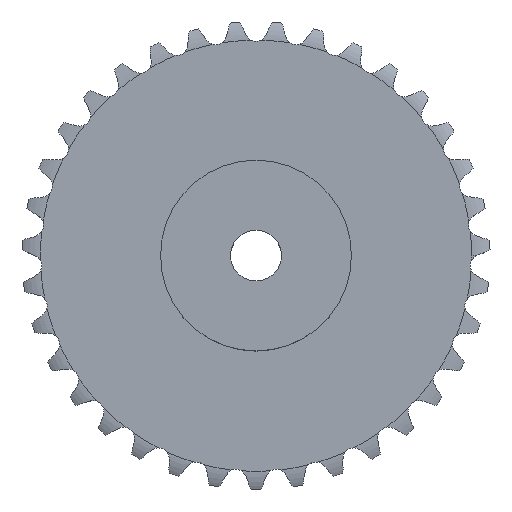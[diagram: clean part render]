
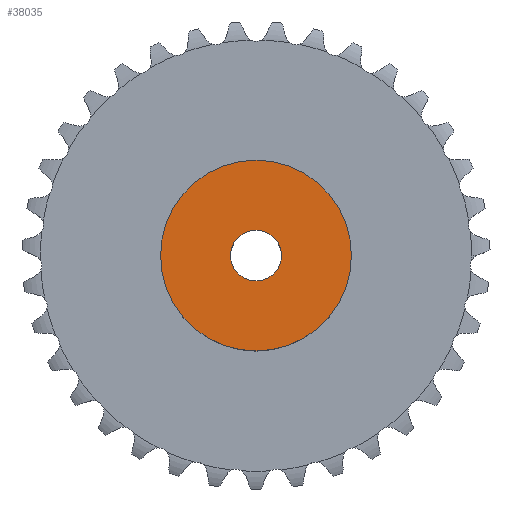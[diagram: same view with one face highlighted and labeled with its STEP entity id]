
A CAD part, top view. The second image highlights one B-rep face of the part: STEP entity #38035.
In plain terms, the highlighted planar face has unit normal (0, 0, 1).
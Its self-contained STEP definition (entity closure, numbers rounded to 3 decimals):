
#4407 = CYLINDRICAL_SURFACE('',#4408,15.);
#4408 = AXIS2_PLACEMENT_3D('',#4409,#4410,#4411);
#4409 = CARTESIAN_POINT('',(0.,0.,0.));
#4410 = DIRECTION('',(-0.,-0.,-1.));
#4411 = DIRECTION('',(1.,0.,0.));
#24154 = VERTEX_POINT('',#24155);
#24155 = CARTESIAN_POINT('',(15.,0.,16.));
#24176 = EDGE_CURVE('',#24154,#24154,#24177,.T.);
#24177 = SURFACE_CURVE('',#24178,(#24183,#24190),.PCURVE_S1.);
#24178 = CIRCLE('',#24179,15.);
#24179 = AXIS2_PLACEMENT_3D('',#24180,#24181,#24182);
#24180 = CARTESIAN_POINT('',(0.,0.,16.));
#24181 = DIRECTION('',(0.,0.,1.));
#24182 = DIRECTION('',(1.,0.,0.));
#24183 = PCURVE('',#4407,#24184);
#24184 = DEFINITIONAL_REPRESENTATION('',(#24185),#24189);
#24185 = LINE('',#24186,#24187);
#24186 = CARTESIAN_POINT('',(-0.,-16.));
#24187 = VECTOR('',#24188,1.);
#24188 = DIRECTION('',(-1.,0.));
#24189 = ( GEOMETRIC_REPRESENTATION_CONTEXT(2) 
PARAMETRIC_REPRESENTATION_CONTEXT() REPRESENTATION_CONTEXT('2D SPACE',''
  ) );
#24190 = PCURVE('',#24191,#24196);
#24191 = PLANE('',#24192);
#24192 = AXIS2_PLACEMENT_3D('',#24193,#24194,#24195);
#24193 = CARTESIAN_POINT('',(0.,0.,16.)
  );
#24194 = DIRECTION('',(0.,0.,1.));
#24195 = DIRECTION('',(1.,0.,0.));
#24196 = DEFINITIONAL_REPRESENTATION('',(#24197),#24201);
#24197 = CIRCLE('',#24198,15.);
#24198 = AXIS2_PLACEMENT_2D('',#24199,#24200);
#24199 = CARTESIAN_POINT('',(0.,0.));
#24200 = DIRECTION('',(1.,0.));
#24201 = ( GEOMETRIC_REPRESENTATION_CONTEXT(2) 
PARAMETRIC_REPRESENTATION_CONTEXT() REPRESENTATION_CONTEXT('2D SPACE',''
  ) );
#32276 = CYLINDRICAL_SURFACE('',#32277,4.);
#32277 = AXIS2_PLACEMENT_3D('',#32278,#32279,#32280);
#32278 = CARTESIAN_POINT('',(0.,0.,111.207));
#32279 = DIRECTION('',(0.,0.,1.));
#32280 = DIRECTION('',(1.,0.,0.));
#38035 = ADVANCED_FACE('',(#38036,#38039),#24191,.T.);
#38036 = FACE_BOUND('',#38037,.T.);
#38037 = EDGE_LOOP('',(#38038));
#38038 = ORIENTED_EDGE('',*,*,#24176,.T.);
#38039 = FACE_BOUND('',#38040,.T.);
#38040 = EDGE_LOOP('',(#38041));
#38041 = ORIENTED_EDGE('',*,*,#38042,.F.);
#38042 = EDGE_CURVE('',#38043,#38043,#38045,.T.);
#38043 = VERTEX_POINT('',#38044);
#38044 = CARTESIAN_POINT('',(4.,0.,16.));
#38045 = SURFACE_CURVE('',#38046,(#38051,#38058),.PCURVE_S1.);
#38046 = CIRCLE('',#38047,4.);
#38047 = AXIS2_PLACEMENT_3D('',#38048,#38049,#38050);
#38048 = CARTESIAN_POINT('',(0.,0.,16.));
#38049 = DIRECTION('',(0.,0.,1.));
#38050 = DIRECTION('',(1.,0.,0.));
#38051 = PCURVE('',#24191,#38052);
#38052 = DEFINITIONAL_REPRESENTATION('',(#38053),#38057);
#38053 = CIRCLE('',#38054,4.);
#38054 = AXIS2_PLACEMENT_2D('',#38055,#38056);
#38055 = CARTESIAN_POINT('',(0.,0.));
#38056 = DIRECTION('',(1.,0.));
#38057 = ( GEOMETRIC_REPRESENTATION_CONTEXT(2) 
PARAMETRIC_REPRESENTATION_CONTEXT() REPRESENTATION_CONTEXT('2D SPACE',''
  ) );
#38058 = PCURVE('',#32276,#38059);
#38059 = DEFINITIONAL_REPRESENTATION('',(#38060),#38064);
#38060 = LINE('',#38061,#38062);
#38061 = CARTESIAN_POINT('',(0.,-95.207));
#38062 = VECTOR('',#38063,1.);
#38063 = DIRECTION('',(1.,0.));
#38064 = ( GEOMETRIC_REPRESENTATION_CONTEXT(2) 
PARAMETRIC_REPRESENTATION_CONTEXT() REPRESENTATION_CONTEXT('2D SPACE',''
  ) );
